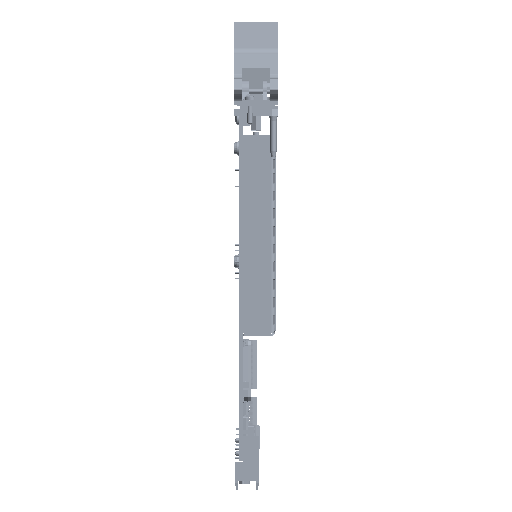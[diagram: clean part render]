
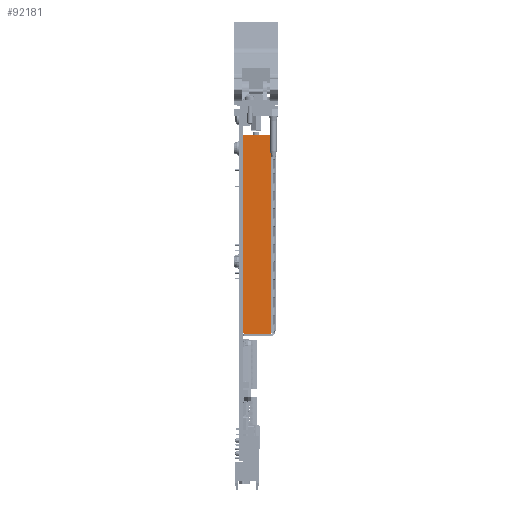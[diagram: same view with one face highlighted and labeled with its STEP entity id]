
A CAD part, front view. The second image highlights one B-rep face of the part: STEP entity #92181.
In plain terms, the highlighted planar face has unit normal (0, -1, 0).
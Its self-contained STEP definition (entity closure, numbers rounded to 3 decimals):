
#9217 = AXIS2_PLACEMENT_3D ( 'NONE', #118173, #118174, #118175 ) ;
#34788 = LINE ( 'NONE', #77231, #34814 ) ;
#34811 = CIRCLE ( 'NONE', #183234, 1. ) ;
#34814 = VECTOR ( 'NONE', #77327, 1000. ) ;
#34817 = LINE ( 'NONE', #77369, #34840 ) ;
#34836 = LINE ( 'NONE', #77392, #34859 ) ;
#34840 = VECTOR ( 'NONE', #77396, 1000. ) ;
#34853 = LINE ( 'NONE', #77420, #34876 ) ;
#34859 = VECTOR ( 'NONE', #77426, 1000. ) ;
#34863 = CIRCLE ( 'NONE', #183237, 1. ) ;
#34876 = VECTOR ( 'NONE', #77453, 1000. ) ;
#77231 = CARTESIAN_POINT ( 'NONE',  ( -45.608, -41.605, -0.796 ) ) ;
#77327 = DIRECTION ( 'NONE',  ( 0., 0., -1. ) ) ;
#77369 = CARTESIAN_POINT ( 'NONE',  ( -32.608, -41.605, -91.725 ) ) ;
#77374 = CARTESIAN_POINT ( 'NONE',  ( -44.608, -41.605, -90.725 ) ) ;
#77380 = DIRECTION ( 'NONE',  ( 0., -1., 0. ) ) ;
#77386 = DIRECTION ( 'NONE',  ( -1., 0., 0. ) ) ;
#77392 = CARTESIAN_POINT ( 'NONE',  ( -32.608, -41.605, -92.796 ) ) ;
#77396 = DIRECTION ( 'NONE',  ( -1., 0., 0. ) ) ;
#77420 = CARTESIAN_POINT ( 'NONE',  ( -31.608, -41.605, -0.796 ) ) ;
#77426 = DIRECTION ( 'NONE',  ( 0., 0., -1. ) ) ;
#77453 = DIRECTION ( 'NONE',  ( -1., 0., 0. ) ) ;
#77499 = CARTESIAN_POINT ( 'NONE',  ( -44.608, -41.605, -1.796 ) ) ;
#77504 = DIRECTION ( 'NONE',  ( 0., -1., 0. ) ) ;
#77509 = DIRECTION ( 'NONE',  ( -1., 0., 0. ) ) ;
#92181 = ADVANCED_FACE ( 'NONE', ( #215321 ), #118165, .F. ) ;
#94174 = ORIENTED_EDGE ( 'NONE', *, *, #122683, .T. ) ;
#94175 = ORIENTED_EDGE ( 'NONE', *, *, #122686, .T. ) ;
#94178 = ORIENTED_EDGE ( 'NONE', *, *, #122688, .F. ) ;
#94181 = ORIENTED_EDGE ( 'NONE', *, *, #122691, .F. ) ;
#94184 = ORIENTED_EDGE ( 'NONE', *, *, #122694, .T. ) ;
#94187 = ORIENTED_EDGE ( 'NONE', *, *, #122698, .T. ) ;
#98712 = VERTEX_POINT ( 'NONE', #231623 ) ;
#98727 = VERTEX_POINT ( 'NONE', #231631 ) ;
#98752 = VERTEX_POINT ( 'NONE', #231645 ) ;
#98757 = VERTEX_POINT ( 'NONE', #231648 ) ;
#98759 = VERTEX_POINT ( 'NONE', #231649 ) ;
#98764 = VERTEX_POINT ( 'NONE', #231652 ) ;
#109498 = EDGE_LOOP ( 'NONE', ( #94174, #94175, #94178, #94181, #94184, #94187 ) ) ;
#118165 = PLANE ( 'NONE',  #9217 ) ;
#118173 = CARTESIAN_POINT ( 'NONE',  ( -31.608, -41.605, -0.796 ) ) ;
#118174 = DIRECTION ( 'NONE',  ( 0., 1., 0. ) ) ;
#118175 = DIRECTION ( 'NONE',  ( -1., 0., 0. ) ) ;
#122683 = EDGE_CURVE ( 'NONE', #98752, #98712, #34788, .T. ) ;
#122686 = EDGE_CURVE ( 'NONE', #98712, #98759, #34811, .T. ) ;
#122688 = EDGE_CURVE ( 'NONE', #98757, #98759, #34817, .T. ) ;
#122691 = EDGE_CURVE ( 'NONE', #98727, #98757, #34836, .T. ) ;
#122694 = EDGE_CURVE ( 'NONE', #98727, #98764, #34853, .T. ) ;
#122698 = EDGE_CURVE ( 'NONE', #98764, #98752, #34863, .T. ) ;
#183234 = AXIS2_PLACEMENT_3D ( 'NONE', #77374, #77380, #77386 ) ;
#183237 = AXIS2_PLACEMENT_3D ( 'NONE', #77499, #77504, #77509 ) ;
#215321 = FACE_OUTER_BOUND ( 'NONE', #109498, .T. ) ;
#231623 = CARTESIAN_POINT ( 'NONE',  ( -45.608, -41.605, -90.725 ) ) ;
#231631 = CARTESIAN_POINT ( 'NONE',  ( -32.608, -41.605, -0.796 ) ) ;
#231645 = CARTESIAN_POINT ( 'NONE',  ( -45.608, -41.605, -1.796 ) ) ;
#231648 = CARTESIAN_POINT ( 'NONE',  ( -32.608, -41.605, -91.725 ) ) ;
#231649 = CARTESIAN_POINT ( 'NONE',  ( -44.608, -41.605, -91.725 ) ) ;
#231652 = CARTESIAN_POINT ( 'NONE',  ( -44.608, -41.605, -0.796 ) ) ;
